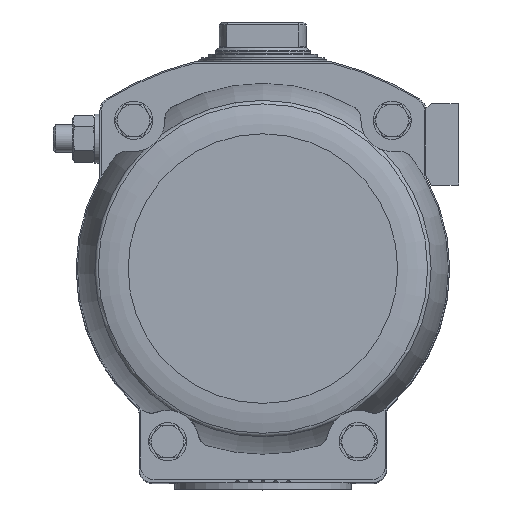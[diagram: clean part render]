
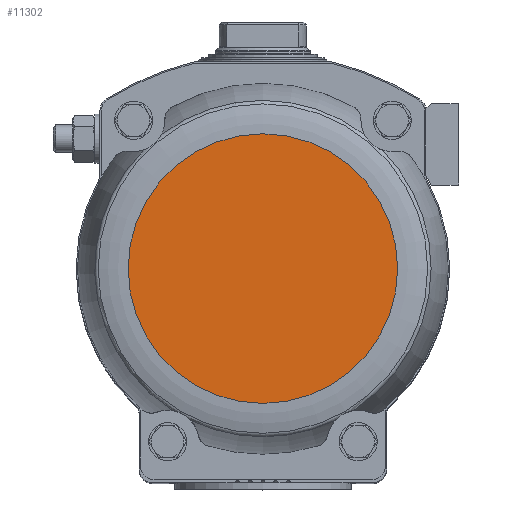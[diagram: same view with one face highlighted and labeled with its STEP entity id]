
A CAD part, top view. The second image highlights one B-rep face of the part: STEP entity #11302.
In plain terms, the highlighted planar face has unit normal (0, 0, 1).
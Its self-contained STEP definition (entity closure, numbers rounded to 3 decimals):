
#480=PLANE('',#12742);
#3801=ORIENTED_EDGE('',*,*,#6215,.T.);
#6215=EDGE_CURVE('',#7593,#7593,#8400,.T.);
#7593=VERTEX_POINT('',#19241);
#8400=CIRCLE('',#12741,99.019);
#9182=EDGE_LOOP('',(#3801));
#10224=FACE_BOUND('',#9182,.T.);
#11302=ADVANCED_FACE('',(#10224),#480,.F.);
#12741=AXIS2_PLACEMENT_3D('',#19240,#15235,#15236);
#12742=AXIS2_PLACEMENT_3D('',#19242,#15237,#15238);
#15235=DIRECTION('',(0.,0.,1.));
#15236=DIRECTION('',(1.,0.,0.));
#15237=DIRECTION('',(0.,0.,-1.));
#15238=DIRECTION('',(-1.,0.,0.));
#19240=CARTESIAN_POINT('',(0.,0.,318.));
#19241=CARTESIAN_POINT('',(99.019,0.,318.));
#19242=CARTESIAN_POINT('',(99.019,0.,318.));
